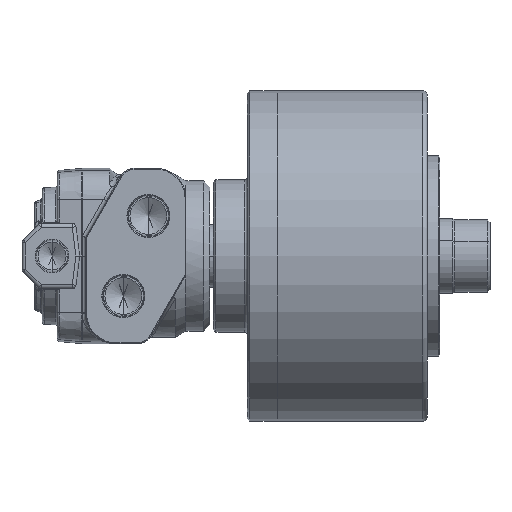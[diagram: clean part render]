
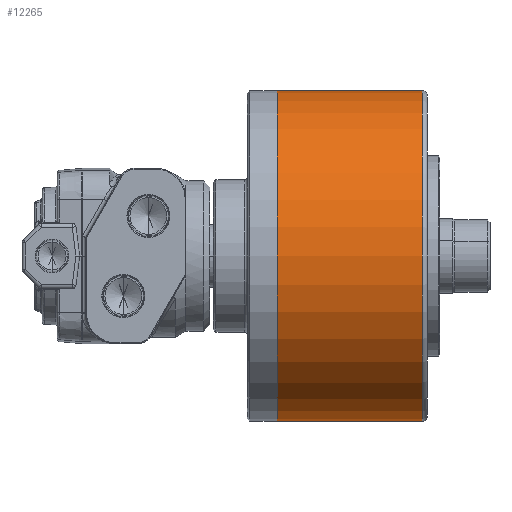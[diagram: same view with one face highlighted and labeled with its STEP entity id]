
A CAD part, front view. The second image highlights one B-rep face of the part: STEP entity #12265.
In plain terms, the highlighted cylindrical face has radius 66 mm (diameter 132 mm), a partial arc.
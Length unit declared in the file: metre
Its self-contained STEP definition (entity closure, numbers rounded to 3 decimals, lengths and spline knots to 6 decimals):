
#11696 = VERTEX_POINT ( 'NONE', #17223 ) ;
#11846 = VERTEX_POINT ( 'NONE', #17705 ) ;
#12004 = EDGE_CURVE ( 'NONE', #11846, #12078, #17972, .T. ) ;
#12078 = VERTEX_POINT ( 'NONE', #18110 ) ;
#12086 = VERTEX_POINT ( 'NONE', #18082 ) ;
#12265 = ADVANCED_FACE ( 'NONE', ( #17890 ), #18189, .T. ) ;
#12266 = EDGE_CURVE ( 'NONE', #11696, #11846, #18243, .T. ) ;
#12267 = EDGE_CURVE ( 'NONE', #12086, #12078, #18379, .T. ) ;
#12269 = ORIENTED_EDGE ( 'NONE', *, *, #12266, .T. ) ;
#12270 = ORIENTED_EDGE ( 'NONE', *, *, #12004, .T. ) ;
#12293 = ORIENTED_EDGE ( 'NONE', *, *, #12267, .F. ) ;
#12299 = EDGE_LOOP ( 'NONE', ( #12392, #12269, #12270, #12293 ) ) ;
#12392 = ORIENTED_EDGE ( 'NONE', *, *, #12440, .F. ) ;
#12440 = EDGE_CURVE ( 'NONE', #11696, #12086, #18210, .T. ) ;
#17223 = CARTESIAN_POINT ( 'NONE',  ( 0.058, 0., -0.066 ) ) ;
#17705 = CARTESIAN_POINT ( 'NONE',  ( 0.058, 0., 0.066 ) ) ;
#17890 = FACE_OUTER_BOUND ( 'NONE', #12299, .T. ) ;
#17969 = DIRECTION ( 'NONE',  ( -1., 0., 0. ) ) ;
#17970 = VECTOR ( 'NONE', #17969, 1. ) ;
#17971 = CARTESIAN_POINT ( 'NONE',  ( 0., 0., 0.066 ) ) ;
#17972 = LINE ( 'NONE', #17971, #17970 ) ;
#18082 = CARTESIAN_POINT ( 'NONE',  ( 0., 0., -0.066 ) ) ;
#18110 = CARTESIAN_POINT ( 'NONE',  ( 0., 0., 0.066 ) ) ;
#18181 = AXIS2_PLACEMENT_3D ( 'NONE', #18200, #18208, #18207 ) ;
#18189 = CYLINDRICAL_SURFACE ( 'NONE', #18181, 0.066 ) ;
#18200 = CARTESIAN_POINT ( 'NONE',  ( 0., 0., 0. ) ) ;
#18207 = DIRECTION ( 'NONE',  ( 0., 0., 1. ) ) ;
#18208 = DIRECTION ( 'NONE',  ( -1., 0., 0. ) ) ;
#18209 = CARTESIAN_POINT ( 'NONE',  ( 0., 0., -0.066 ) ) ;
#18210 = LINE ( 'NONE', #18209, #18276 ) ;
#18243 = CIRCLE ( 'NONE', #18250, 0.066 ) ;
#18250 = AXIS2_PLACEMENT_3D ( 'NONE', #18368, #18255, #18340 ) ;
#18255 = DIRECTION ( 'NONE',  ( -1., 0., 0. ) ) ;
#18262 = DIRECTION ( 'NONE',  ( 0., 0., 1. ) ) ;
#18263 = DIRECTION ( 'NONE',  ( -1., 0., 0. ) ) ;
#18264 = CARTESIAN_POINT ( 'NONE',  ( 0., 0., 0. ) ) ;
#18276 = VECTOR ( 'NONE', #18304, 1. ) ;
#18304 = DIRECTION ( 'NONE',  ( -1., 0., 0. ) ) ;
#18340 = DIRECTION ( 'NONE',  ( 0., 0., 1. ) ) ;
#18356 = AXIS2_PLACEMENT_3D ( 'NONE', #18264, #18263, #18262 ) ;
#18368 = CARTESIAN_POINT ( 'NONE',  ( 0.058, 0., 0. ) ) ;
#18379 = CIRCLE ( 'NONE', #18356, 0.066 ) ;
